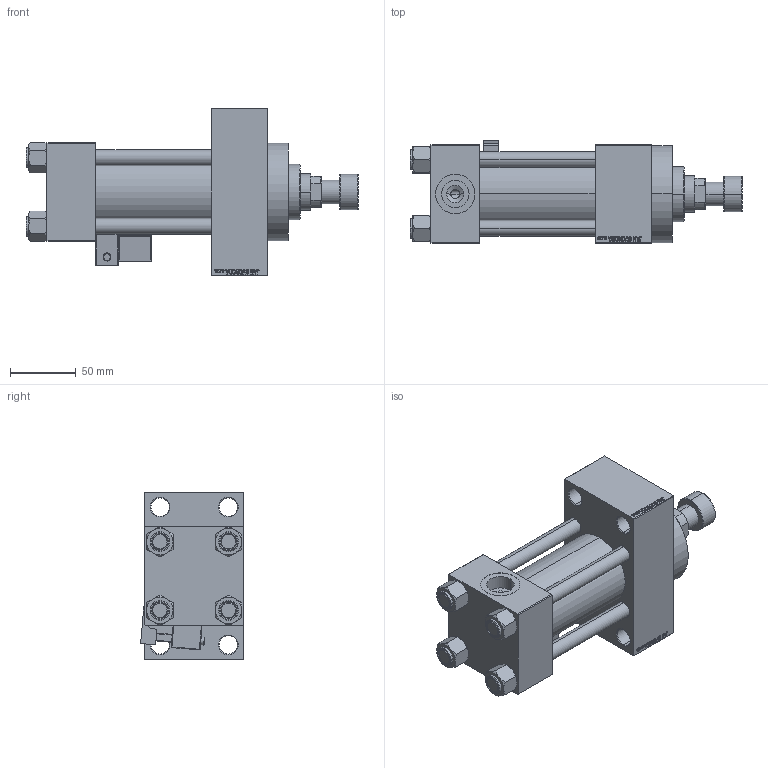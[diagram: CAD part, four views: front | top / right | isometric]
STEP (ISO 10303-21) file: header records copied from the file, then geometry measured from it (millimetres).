
FILE_DESCRIPTION (( 'STEP AP203' ), '1' );
FILE_NAME ('44a4.STEP', '2022-05-31T14:11:27', ( '' ), ( '' ), 'SwSTEP 2.0', 'SolidWorks 2019', '' );
FILE_SCHEMA (( 'CONFIG_CONTROL_DESIGN' ));
Length unit declared in the file: millimetre
Products named in the file (8): V215CD_VCP_D b342e83bd22b9ea0de9fc9c460d46d1b; V215CD_VC_A b342e83bd22b9ea0de9fc9c460d46d1b; V215CD_D_Body b342e83bd22b9ea0de9fc9c460d46d1b; V215CR_ROD_END_F b342e83bd22b9ea0de9fc9c460d46d1b; V215CR_MSU b342e83bd22b9ea0de9fc9c460d46d1b; V215CD_NUT_M5_D b342e83bd22b9ea0de9fc9c460d46d1b; 44a4; V215CD_D_TYCINKA b342e83bd22b9ea0de9fc9c460d46d1b
Assembly tree (13 placements, depth 2):
  44a4
    V215CD_D_Body b342e83bd22b9ea0de9fc9c460d46d1b
    V215CD_VC_A b342e83bd22b9ea0de9fc9c460d46d1b
    V215CD_VCP_D b342e83bd22b9ea0de9fc9c460d46d1b
    V215CD_D_TYCINKA b342e83bd22b9ea0de9fc9c460d46d1b  x4
    V215CD_NUT_M5_D b342e83bd22b9ea0de9fc9c460d46d1b  x4
    V215CR_ROD_END_F b342e83bd22b9ea0de9fc9c460d46d1b
    V215CR_MSU b342e83bd22b9ea0de9fc9c460d46d1b
Bounding box: 253 x 78.34 x 128 mm (x, y, z)
Volume: 894323.7 mm3; surface area: 195342.3 mm2
Topology: 13 solids, 13 shells, 1202 faces, 2974 edges, 1905 vertices
Faces by surface type: plane 532, bspline 368, cone 146, cylinder 126, torus 18, sphere 12
Entity records: 50078 total; most frequent: CARTESIAN_POINT 25516, ORIENTED_EDGE 5416, DIRECTION 3704, EDGE_CURVE 2708, VERTEX_POINT 1761, VECTOR 1614, LINE 1614, EDGE_LOOP 1221
